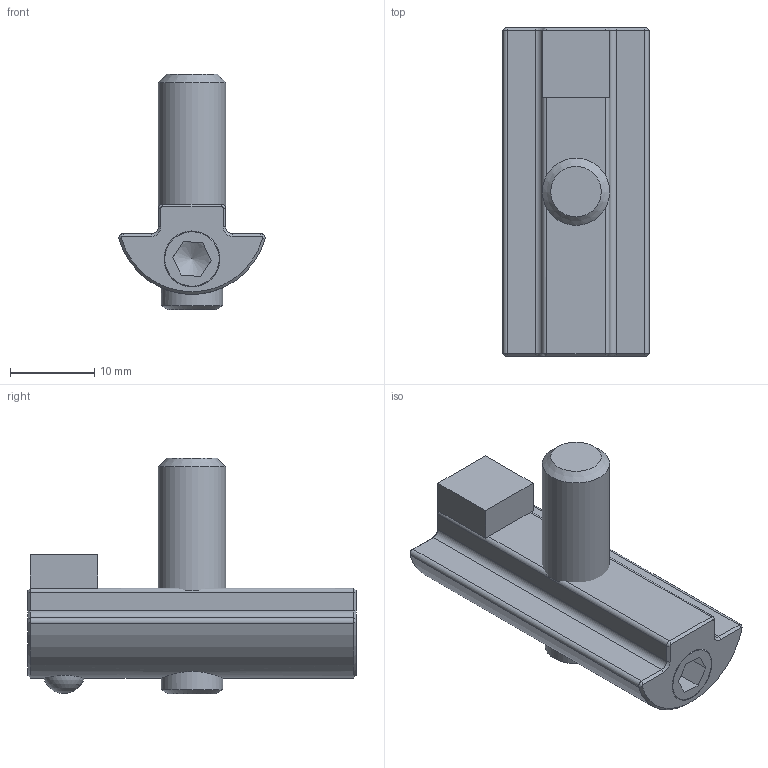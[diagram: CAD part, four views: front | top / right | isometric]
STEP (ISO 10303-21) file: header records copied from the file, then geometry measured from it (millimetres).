
FILE_DESCRIPTION(/* description */ ('GK Nutenstein l=30 mm'),/* implementation_level */ '2;1');
FILE_NAME(/* name */ 'SV1311V_A.stp',/* time_stamp */ '2015-11-30T16:26:42+01:00',/* author */ ('Marina Kaa'),/* organization */ (''),/* preprocessor_version */ 'ST-DEVELOPER v15.6',/* originating_system */ 'Autodesk Inventor 2015',/* authorisation */ '');
FILE_SCHEMA (('AUTOMOTIVE_DESIGN { 1 0 10303 214 3 1 1 }'));
Length unit declared in the file: millimetre
Products named in the file (8): ME1639101_A; ME1900010_A; MK2402100_A; MK5100000_A; ME1639201_A; ME1615102_A; DK0914080160; SV1311V_A
Bounding box: 17.36 x 39 x 28 mm (x, y, z)
Volume: 5846.5 mm3; surface area: 4442.4 mm2
Topology: 6 solids, 6 shells, 80 faces, 177 edges, 106 vertices
Faces by surface type: plane 37, cone 25, cylinder 15, torus 1, sphere 1, bspline 1
Full cylindrical faces by diameter (mm): 4 x1, 5.1 x1, 6.5 x1, 6.647 x1, 7.35 x1, 7.5 x1, 8 x2
Entity records: 2926 total; most frequent: CARTESIAN_POINT 1084, DIRECTION 376, ORIENTED_EDGE 300, EDGE_CURVE 150, AXIS2_PLACEMENT_3D 147, EDGE_LOOP 105, VERTEX_POINT 101, LINE 82
